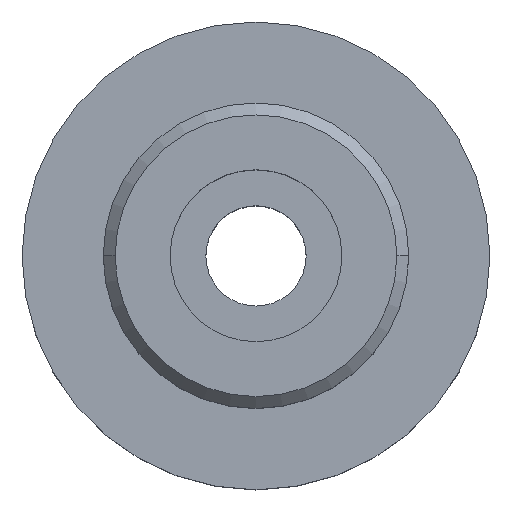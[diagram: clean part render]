
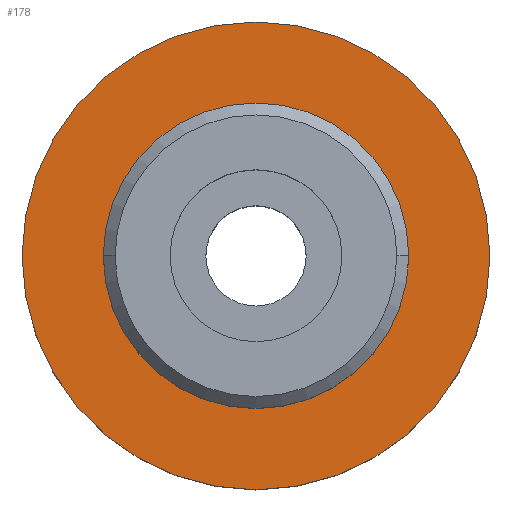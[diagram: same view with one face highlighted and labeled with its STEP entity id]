
A CAD part, top view. The second image highlights one B-rep face of the part: STEP entity #178.
In plain terms, the highlighted planar face has unit normal (0, 0, 1).
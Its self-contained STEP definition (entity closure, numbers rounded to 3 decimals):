
#100=VERTEX_POINT('',#264);
#116=EDGE_CURVE('',#168,#100,#282,.T.);
#128=VERTEX_POINT('',#299);
#136=VERTEX_POINT('',#307);
#148=EDGE_CURVE('',#128,#136,#322,.T.);
#152=EDGE_CURVE('',#136,#128,#327,.T.);
#168=VERTEX_POINT('',#344);
#178=ADVANCED_FACE('',(#357,#358),#359,.T.);
#212=EDGE_CURVE('',#100,#168,#395,.T.);
#264=CARTESIAN_POINT('',(-16.0,0.,12.0));
#282=CIRCLE('',#462,16.0);
#299=CARTESIAN_POINT('',(24.5,0.,12.0));
#307=CARTESIAN_POINT('',(-24.5,0.,12.0));
#322=CIRCLE('',#507,24.5);
#327=CIRCLE('',#513,24.5);
#344=CARTESIAN_POINT('',(16.0,0.,12.0));
#357=FACE_BOUND('',#551,.T.);
#358=FACE_OUTER_BOUND('',#552,.T.);
#359=PLANE('',#553);
#395=CIRCLE('',#604,16.0);
#462=AXIS2_PLACEMENT_3D('',#673,#674,#675);
#507=AXIS2_PLACEMENT_3D('',#731,#732,#733);
#513=AXIS2_PLACEMENT_3D('',#742,#743,#744);
#551=EDGE_LOOP('',(#789,#790));
#552=EDGE_LOOP('',(#791,#792));
#553=AXIS2_PLACEMENT_3D('',#793,#794,#795);
#604=AXIS2_PLACEMENT_3D('',#829,#830,#831);
#673=CARTESIAN_POINT('',(0.0,0.,12.0));
#674=DIRECTION('',(0.0,0.0,1.0));
#675=DIRECTION('',(-1.0,0.,0.0));
#731=CARTESIAN_POINT('',(0.0,0.,12.0));
#732=DIRECTION('',(0.0,0.0,1.0));
#733=DIRECTION('',(-1.0,0.,0.0));
#742=CARTESIAN_POINT('',(0.0,0.,12.0));
#743=DIRECTION('',(0.0,0.0,1.0));
#744=DIRECTION('',(-1.0,0.,0.0));
#789=ORIENTED_EDGE('',*,*,#212,.F.);
#790=ORIENTED_EDGE('',*,*,#116,.F.);
#791=ORIENTED_EDGE('',*,*,#152,.T.);
#792=ORIENTED_EDGE('',*,*,#148,.T.);
#793=CARTESIAN_POINT('',(-20.25,0.,12.0));
#794=DIRECTION('',(0.0,0.0,1.0));
#795=DIRECTION('',(-1.0,0.,0.0));
#829=CARTESIAN_POINT('',(0.0,0.,12.0));
#830=DIRECTION('',(0.0,0.0,1.0));
#831=DIRECTION('',(-1.0,0.,0.0));
